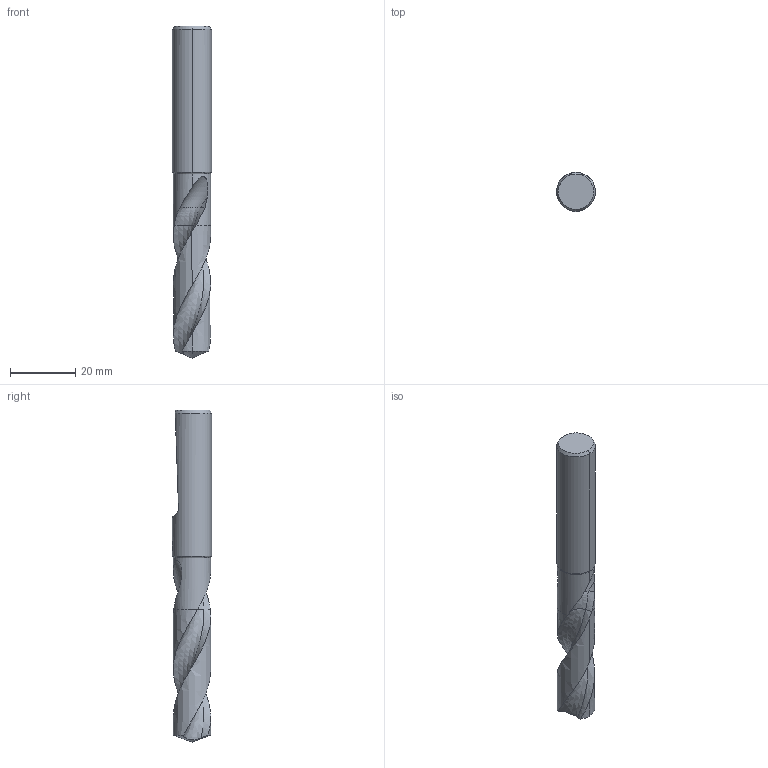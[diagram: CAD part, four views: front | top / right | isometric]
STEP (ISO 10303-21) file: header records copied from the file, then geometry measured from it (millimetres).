
FILE_DESCRIPTION(('no description'),'unknown implementation level');
FILE_NAME('solidD2hB4N3Xe1trANJ5Uxq10LxgoZo_1.STP',' ',('CIMSOURCE GmbH'),('CADClick - KiM GmbH - www.kimweb.de'),'unknown preprocess','ACIS','unknown authorization');
FILE_SCHEMA(('automotive_design'));
Length unit declared in the file: millimetre
Products named in the file (2): 1; 2
Bounding box: 12 x 12 x 102 mm (x, y, z)
Volume: 8469.2 mm3; surface area: 4152.7 mm2
Topology: 2 solids, 2 shells, 51 faces, 135 edges, 86 vertices
Faces by surface type: cylinder 13, cone 12, bspline 12, plane 10, revolution 4
Entity records: 9406 total; most frequent: CARTESIAN_POINT 6731, STYLED_ITEM 272, PRESENTATION_STYLE_ASSIGNMENT 272, COLOUR_RGB 272, ORIENTED_EDGE 266, DIRECTION 185, EDGE_CURVE 133, CURVE_STYLE 133
